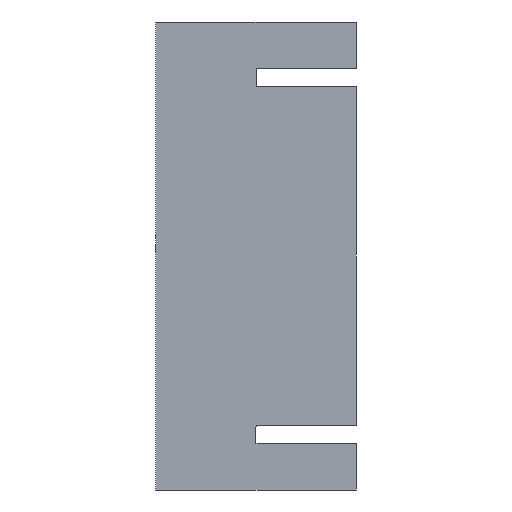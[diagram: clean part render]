
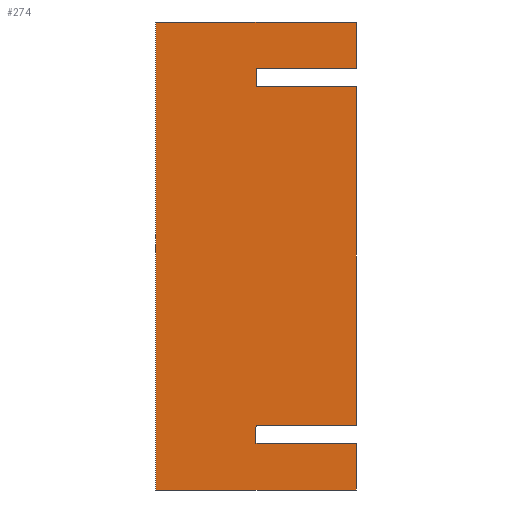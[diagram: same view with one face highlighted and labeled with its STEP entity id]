
A CAD part, front view. The second image highlights one B-rep face of the part: STEP entity #274.
In plain terms, the highlighted planar face has unit normal (0, -1, 0).
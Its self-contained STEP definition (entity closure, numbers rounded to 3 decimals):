
#28=FACE_OUTER_BOUND('',#42,.T.);
#42=EDGE_LOOP('',(#235,#236,#237,#238,#239,#240,#241,#242,#243,#244,#245,
#246));
#43=LINE('',#382,#79);
#47=LINE('',#390,#83);
#50=LINE('',#396,#86);
#53=LINE('',#402,#89);
#56=LINE('',#408,#92);
#59=LINE('',#414,#95);
#62=LINE('',#420,#98);
#65=LINE('',#426,#101);
#68=LINE('',#432,#104);
#71=LINE('',#438,#107);
#74=LINE('',#444,#110);
#77=LINE('',#449,#113);
#79=VECTOR('',#316,10.);
#83=VECTOR('',#322,10.);
#86=VECTOR('',#327,10.);
#89=VECTOR('',#332,10.);
#92=VECTOR('',#337,10.);
#95=VECTOR('',#342,10.);
#98=VECTOR('',#347,10.);
#101=VECTOR('',#352,10.);
#104=VECTOR('',#357,10.);
#107=VECTOR('',#362,10.);
#110=VECTOR('',#367,10.);
#113=VECTOR('',#372,10.);
#115=VERTEX_POINT('',#380);
#116=VERTEX_POINT('',#381);
#119=VERTEX_POINT('',#389);
#121=VERTEX_POINT('',#395);
#123=VERTEX_POINT('',#401);
#125=VERTEX_POINT('',#407);
#127=VERTEX_POINT('',#413);
#129=VERTEX_POINT('',#419);
#131=VERTEX_POINT('',#425);
#133=VERTEX_POINT('',#431);
#135=VERTEX_POINT('',#437);
#137=VERTEX_POINT('',#443);
#139=EDGE_CURVE('',#115,#116,#43,.T.);
#143=EDGE_CURVE('',#119,#115,#47,.T.);
#146=EDGE_CURVE('',#121,#119,#50,.T.);
#149=EDGE_CURVE('',#123,#121,#53,.T.);
#152=EDGE_CURVE('',#125,#123,#56,.T.);
#155=EDGE_CURVE('',#127,#125,#59,.T.);
#158=EDGE_CURVE('',#129,#127,#62,.T.);
#161=EDGE_CURVE('',#131,#129,#65,.T.);
#164=EDGE_CURVE('',#133,#131,#68,.T.);
#167=EDGE_CURVE('',#135,#133,#71,.T.);
#170=EDGE_CURVE('',#137,#135,#74,.T.);
#173=EDGE_CURVE('',#116,#137,#77,.T.);
#235=ORIENTED_EDGE('',*,*,#173,.F.);
#236=ORIENTED_EDGE('',*,*,#139,.F.);
#237=ORIENTED_EDGE('',*,*,#143,.F.);
#238=ORIENTED_EDGE('',*,*,#146,.F.);
#239=ORIENTED_EDGE('',*,*,#149,.F.);
#240=ORIENTED_EDGE('',*,*,#152,.F.);
#241=ORIENTED_EDGE('',*,*,#155,.F.);
#242=ORIENTED_EDGE('',*,*,#158,.F.);
#243=ORIENTED_EDGE('',*,*,#161,.F.);
#244=ORIENTED_EDGE('',*,*,#164,.F.);
#245=ORIENTED_EDGE('',*,*,#167,.F.);
#246=ORIENTED_EDGE('',*,*,#170,.F.);
#260=PLANE('',#311);
#274=ADVANCED_FACE('',(#28),#260,.F.);
#311=AXIS2_PLACEMENT_3D('',#452,#376,#377);
#316=DIRECTION('',(-1.,0.,0.));
#322=DIRECTION('',(0.,0.,-1.));
#327=DIRECTION('',(1.,0.,0.));
#332=DIRECTION('',(0.,0.,-1.));
#337=DIRECTION('',(-1.,0.,0.));
#342=DIRECTION('',(0.,0.,-1.));
#347=DIRECTION('',(1.,0.,0.));
#352=DIRECTION('',(0.,0.,1.));
#357=DIRECTION('',(-1.,0.,0.));
#362=DIRECTION('',(0.,0.,-1.));
#367=DIRECTION('',(1.,0.,0.));
#372=DIRECTION('',(0.,0.,-1.));
#376=DIRECTION('center_axis',(0.,1.,0.));
#377=DIRECTION('ref_axis',(0.,0.,1.));
#380=CARTESIAN_POINT('',(292.006,0.,-587.859));
#381=CARTESIAN_POINT('',(142.006,0.,-587.859));
#382=CARTESIAN_POINT('',(292.006,0.,-587.859));
#389=CARTESIAN_POINT('',(292.006,0.,-81.109));
#390=CARTESIAN_POINT('',(292.006,0.,15.891));
#395=CARTESIAN_POINT('',(142.006,0.,-81.109));
#396=CARTESIAN_POINT('',(142.006,0.,-81.109));
#401=CARTESIAN_POINT('',(142.006,0.,-54.109));
#402=CARTESIAN_POINT('',(142.006,0.,-54.109));
#407=CARTESIAN_POINT('',(292.006,0.,-54.109));
#408=CARTESIAN_POINT('',(292.006,0.,-54.109));
#413=CARTESIAN_POINT('',(292.006,0.,15.891));
#414=CARTESIAN_POINT('',(292.006,0.,15.891));
#419=CARTESIAN_POINT('',(-7.994,0.,15.891));
#420=CARTESIAN_POINT('',(-7.994,0.,15.891));
#425=CARTESIAN_POINT('',(-7.994,0.,-684.859));
#426=CARTESIAN_POINT('',(-7.994,0.,-684.859));
#431=CARTESIAN_POINT('',(292.006,0.,-684.859));
#432=CARTESIAN_POINT('',(292.006,0.,-684.859));
#437=CARTESIAN_POINT('',(292.006,0.,-614.859));
#438=CARTESIAN_POINT('',(292.006,0.,-614.859));
#443=CARTESIAN_POINT('',(142.006,0.,-614.859));
#444=CARTESIAN_POINT('',(142.006,0.,-614.859));
#449=CARTESIAN_POINT('',(142.006,0.,-587.859));
#452=CARTESIAN_POINT('Origin',(142.006,0.,-334.484));
